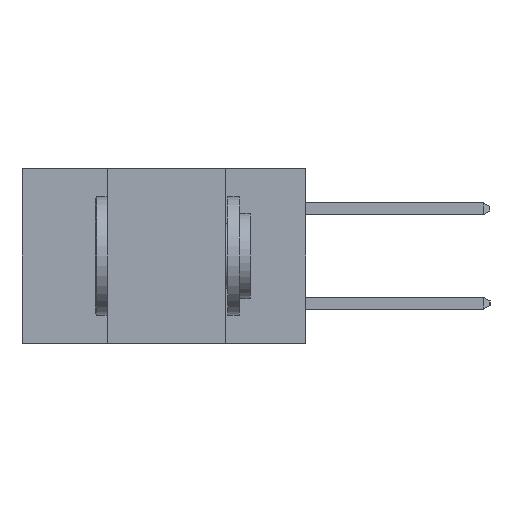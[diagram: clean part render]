
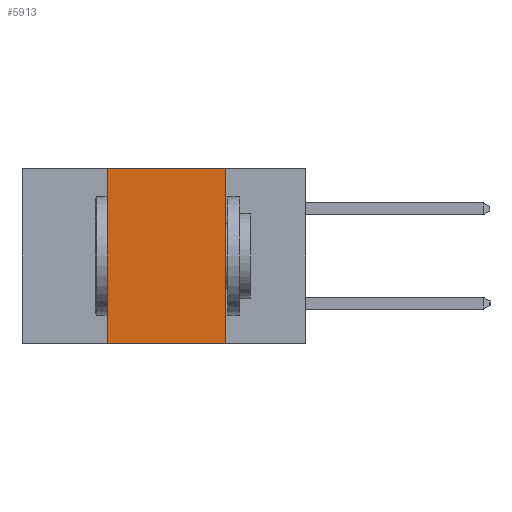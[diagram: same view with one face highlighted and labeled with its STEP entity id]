
A CAD part, left-side view. The second image highlights one B-rep face of the part: STEP entity #5913.
In plain terms, the highlighted planar face has unit normal (-1, 0, 0).
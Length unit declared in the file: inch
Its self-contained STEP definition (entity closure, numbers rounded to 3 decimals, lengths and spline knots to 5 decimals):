
#49 = VERTEX_POINT ( 'NONE', #10166 ) ;
#224 = EDGE_CURVE ( 'NONE', #10316, #952, #3393, .T. ) ;
#402 = CARTESIAN_POINT ( 'NONE',  ( 0., 0.42, -0.37 ) ) ;
#536 = VECTOR ( 'NONE', #3003, 39.37008 ) ;
#952 = VERTEX_POINT ( 'NONE', #7568 ) ;
#1860 = CARTESIAN_POINT ( 'NONE',  ( 0., 0.6, -0.37 ) ) ;
#1868 = VECTOR ( 'NONE', #6173, 39.37008 ) ;
#1885 = ORIENTED_EDGE ( 'NONE', *, *, #2681, .F. ) ;
#2332 = CARTESIAN_POINT ( 'NONE',  ( 0., 0.17, -0.37 ) ) ;
#2681 = EDGE_CURVE ( 'NONE', #10316, #49, #9306, .T. ) ;
#2995 = LINE ( 'NONE', #2332, #536 ) ;
#3003 = DIRECTION ( 'NONE',  ( 0., 0., -1. ) ) ;
#3194 = EDGE_CURVE ( 'NONE', #49, #6077, #9005, .T. ) ;
#3393 = LINE ( 'NONE', #1860, #8399 ) ;
#4851 = CARTESIAN_POINT ( 'NONE',  ( 0., 0.17, 0. ) ) ;
#4965 = EDGE_CURVE ( 'NONE', #6077, #952, #2995, .T. ) ;
#5913 = ADVANCED_FACE ( 'NONE', ( #9954 ), #7704, .F. ) ;
#6059 = CARTESIAN_POINT ( 'NONE',  ( 0., 0.42, -0.37 ) ) ;
#6077 = VERTEX_POINT ( 'NONE', #4851 ) ;
#6173 = DIRECTION ( 'NONE',  ( 0., 0., 1. ) ) ;
#6294 = VECTOR ( 'NONE', #6510, 39.37008 ) ;
#6510 = DIRECTION ( 'NONE',  ( 0., -1., 0. ) ) ;
#6627 = ORIENTED_EDGE ( 'NONE', *, *, #224, .T. ) ;
#6628 = CARTESIAN_POINT ( 'NONE',  ( 0., 0.6, 0. ) ) ;
#7378 = CARTESIAN_POINT ( 'NONE',  ( 0., 0.6, 0. ) ) ;
#7431 = DIRECTION ( 'NONE',  ( 0., 0., -1. ) ) ;
#7470 = DIRECTION ( 'NONE',  ( 1., 0., 0. ) ) ;
#7568 = CARTESIAN_POINT ( 'NONE',  ( 0., 0.17, -0.37 ) ) ;
#7704 = PLANE ( 'NONE',  #9948 ) ;
#8399 = VECTOR ( 'NONE', #10290, 39.37008 ) ;
#9005 = LINE ( 'NONE', #6628, #6294 ) ;
#9306 = LINE ( 'NONE', #6059, #1868 ) ;
#9948 = AXIS2_PLACEMENT_3D ( 'NONE', #7378, #7470, #7431 ) ;
#9954 = FACE_OUTER_BOUND ( 'NONE', #11108, .T. ) ;
#10166 = CARTESIAN_POINT ( 'NONE',  ( 0., 0.42, 0. ) ) ;
#10290 = DIRECTION ( 'NONE',  ( 0., -1., 0. ) ) ;
#10316 = VERTEX_POINT ( 'NONE', #402 ) ;
#10580 = ORIENTED_EDGE ( 'NONE', *, *, #4965, .F. ) ;
#11108 = EDGE_LOOP ( 'NONE', ( #10580, #11149, #1885, #6627 ) ) ;
#11149 = ORIENTED_EDGE ( 'NONE', *, *, #3194, .F. ) ;
